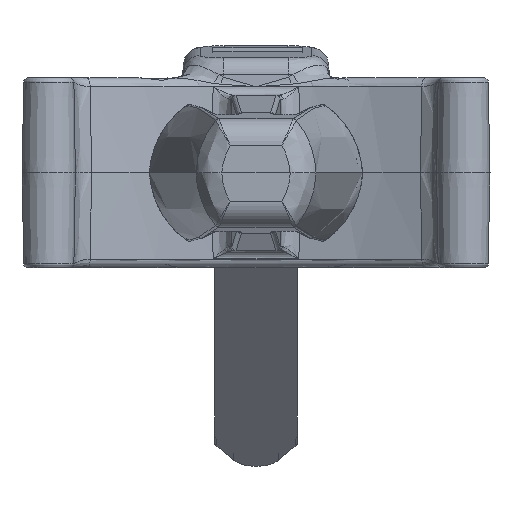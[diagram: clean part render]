
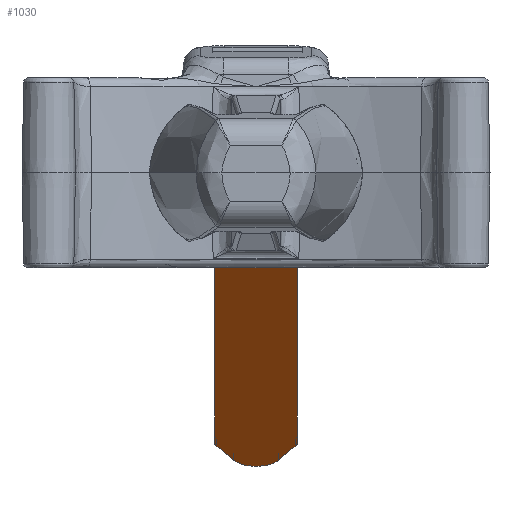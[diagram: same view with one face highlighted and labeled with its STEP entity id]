
A CAD part, front view. The second image highlights one B-rep face of the part: STEP entity #1030.
In plain terms, the highlighted planar face has unit normal (0, -0.407, -0.913).
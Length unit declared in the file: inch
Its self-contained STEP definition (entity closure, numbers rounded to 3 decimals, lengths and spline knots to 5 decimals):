
#510=ELLIPSE('',#8076,0.01607,0.015);
#511=ELLIPSE('',#8077,0.03451,0.03);
#512=ELLIPSE('',#8078,0.01607,0.015);
#1030=ADVANCED_FACE('',(#1660),#1259,.T.);
#1259=PLANE('',#8079);
#1660=FACE_OUTER_BOUND('',#2120,.T.);
#2120=EDGE_LOOP('',(#3965,#3966,#3967,#3968,#3969,#3970,#3971,#3972));
#3965=ORIENTED_EDGE('',*,*,#6167,.T.);
#3966=ORIENTED_EDGE('',*,*,#6153,.F.);
#3967=ORIENTED_EDGE('',*,*,#6168,.T.);
#3968=ORIENTED_EDGE('',*,*,#6169,.F.);
#3969=ORIENTED_EDGE('',*,*,#6170,.T.);
#3970=ORIENTED_EDGE('',*,*,#6171,.T.);
#3971=ORIENTED_EDGE('',*,*,#6172,.T.);
#3972=ORIENTED_EDGE('',*,*,#6173,.F.);
#5188=VERTEX_POINT('',#14857);
#5189=VERTEX_POINT('',#14859);
#5201=VERTEX_POINT('',#14888);
#5202=VERTEX_POINT('',#14890);
#5203=VERTEX_POINT('',#14892);
#5204=VERTEX_POINT('',#14894);
#5205=VERTEX_POINT('',#14896);
#5206=VERTEX_POINT('',#14898);
#6153=EDGE_CURVE('',#5188,#5189,#6789,.T.);
#6167=EDGE_CURVE('',#5201,#5189,#6799,.T.);
#6168=EDGE_CURVE('',#5188,#5202,#510,.T.);
#6169=EDGE_CURVE('',#5203,#5202,#6800,.T.);
#6170=EDGE_CURVE('',#5203,#5204,#511,.T.);
#6171=EDGE_CURVE('',#5204,#5205,#6801,.T.);
#6172=EDGE_CURVE('',#5205,#5206,#512,.T.);
#6173=EDGE_CURVE('',#5201,#5206,#6802,.T.);
#6789=LINE('',#14858,#7318);
#6799=LINE('',#14887,#7328);
#6800=LINE('',#14891,#7329);
#6801=LINE('',#14895,#7330);
#6802=LINE('',#14899,#7331);
#7318=VECTOR('',#9493,1.);
#7328=VECTOR('',#9517,1.);
#7329=VECTOR('',#9520,1.);
#7330=VECTOR('',#9523,1.);
#7331=VECTOR('',#9526,1.);
#8076=AXIS2_PLACEMENT_3D('',#14889,#9518,#9519);
#8077=AXIS2_PLACEMENT_3D('',#14893,#9521,#9522);
#8078=AXIS2_PLACEMENT_3D('',#14897,#9524,#9525);
#8079=AXIS2_PLACEMENT_3D('',#14900,#9527,#9528);
#9493=DIRECTION('',(0.,-0.914,0.407));
#9517=DIRECTION('',(-1.,0.,0.));
#9518=DIRECTION('',(0.,-0.407,-0.914));
#9519=DIRECTION('',(0.249,-0.885,0.394));
#9520=DIRECTION('',(-0.438,-0.821,0.366));
#9521=DIRECTION('',(0.,-0.407,-0.914));
#9522=DIRECTION('',(0.,0.914,-0.407));
#9523=DIRECTION('',(0.438,-0.821,0.366));
#9524=DIRECTION('',(0.,-0.407,-0.914));
#9525=DIRECTION('',(-0.249,-0.885,0.394));
#9526=DIRECTION('',(0.,0.914,-0.407));
#9527=DIRECTION('',(0.,-0.407,-0.914));
#9528=DIRECTION('',(-1.,0.,0.));
#14857=CARTESIAN_POINT('',(-0.048,3.93349,-0.31277));
#14858=CARTESIAN_POINT('',(-0.048,3.70716,-0.212));
#14859=CARTESIAN_POINT('',(-0.048,3.27759,-0.02074));
#14887=CARTESIAN_POINT('',(0.,3.27759,-0.02074));
#14888=CARTESIAN_POINT('',(0.048,3.27759,-0.02074));
#14889=CARTESIAN_POINT('',(-0.03293,3.93301,-0.31255));
#14890=CARTESIAN_POINT('',(-0.04636,3.94007,-0.3157));
#14891=CARTESIAN_POINT('',(-0.1379,3.76861,-0.23936));
#14892=CARTESIAN_POINT('',(-0.02616,3.9779,-0.33254));
#14893=CARTESIAN_POINT('',(0.,3.96247,-0.32567));
#14894=CARTESIAN_POINT('',(0.02616,3.9779,-0.33254));
#14895=CARTESIAN_POINT('',(0.1379,3.76861,-0.23936));
#14896=CARTESIAN_POINT('',(0.04636,3.94007,-0.3157));
#14897=CARTESIAN_POINT('',(0.03293,3.93301,-0.31255));
#14898=CARTESIAN_POINT('',(0.048,3.93349,-0.31277));
#14899=CARTESIAN_POINT('',(0.048,3.70716,-0.212));
#14900=CARTESIAN_POINT('',(0.,3.70716,-0.212));
